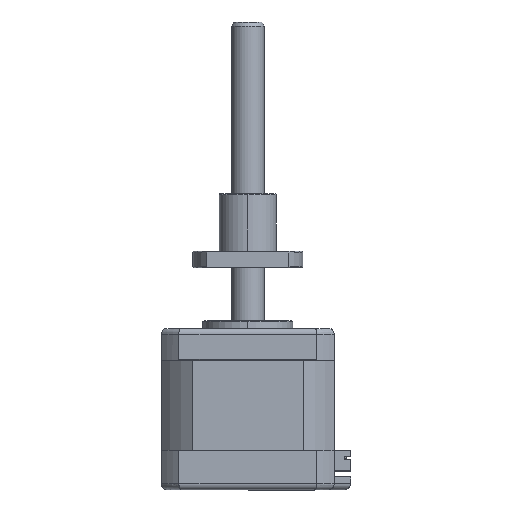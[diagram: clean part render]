
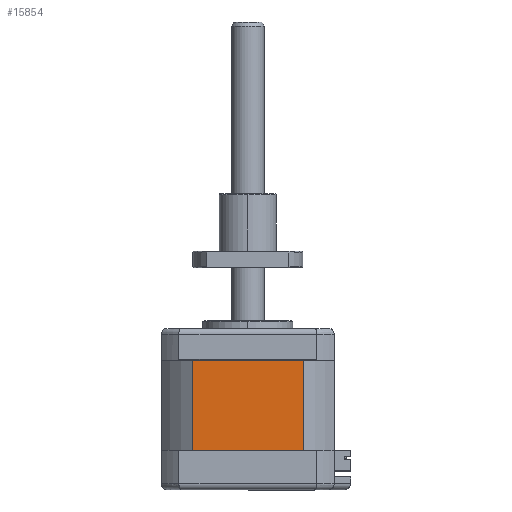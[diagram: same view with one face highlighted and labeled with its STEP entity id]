
A CAD part, top view. The second image highlights one B-rep face of the part: STEP entity #15854.
In plain terms, the highlighted planar face has unit normal (0, 0, 1).
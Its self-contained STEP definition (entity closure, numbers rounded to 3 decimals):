
#2245 = ORIENTED_EDGE ( 'NONE', *, *, #36784, .F. ) ;
#2639 = FACE_OUTER_BOUND ( 'NONE', #13315, .T. ) ;
#3453 = AXIS2_PLACEMENT_3D ( 'NONE', #24316, #42271, #31875 ) ;
#4205 = EDGE_CURVE ( 'NONE', #42019, #14109, #41485, .T. ) ;
#5169 = CARTESIAN_POINT ( 'NONE',  ( 8.885, 10.193, 37.738 ) ) ;
#5947 = ORIENTED_EDGE ( 'NONE', *, *, #14068, .T. ) ;
#6930 = CARTESIAN_POINT ( 'NONE',  ( -18.303, -11.807, 37.738 ) ) ;
#7114 = VECTOR ( 'NONE', #43703, 1000. ) ;
#10496 = PLANE ( 'NONE',  #3453 ) ;
#10821 = LINE ( 'NONE', #5169, #32273 ) ;
#11570 = ORIENTED_EDGE ( 'NONE', *, *, #28522, .T. ) ;
#13315 = EDGE_LOOP ( 'NONE', ( #5947, #14577, #2245, #11570 ) ) ;
#13739 = DIRECTION ( 'NONE',  ( 0., 1., 0. ) ) ;
#14068 = EDGE_CURVE ( 'NONE', #19335, #14109, #10821, .T. ) ;
#14109 = VERTEX_POINT ( 'NONE', #26259 ) ;
#14577 = ORIENTED_EDGE ( 'NONE', *, *, #4205, .F. ) ;
#15854 = ADVANCED_FACE ( 'NONE', ( #2639 ), #10496, .F. ) ;
#16189 = CARTESIAN_POINT ( 'NONE',  ( 8.885, -11.807, 37.738 ) ) ;
#19335 = VERTEX_POINT ( 'NONE', #40625 ) ;
#24316 = CARTESIAN_POINT ( 'NONE',  ( 8.885, -11.807, 37.738 ) ) ;
#26259 = CARTESIAN_POINT ( 'NONE',  ( -18.303, 10.193, 37.738 ) ) ;
#27630 = VECTOR ( 'NONE', #13739, 1000. ) ;
#28522 = EDGE_CURVE ( 'NONE', #45570, #19335, #42184, .T. ) ;
#29426 = DIRECTION ( 'NONE',  ( 0., 1., 0. ) ) ;
#30634 = CARTESIAN_POINT ( 'NONE',  ( -18.303, -11.807, 37.738 ) ) ;
#31875 = DIRECTION ( 'NONE',  ( 1., 0., 0. ) ) ;
#32273 = VECTOR ( 'NONE', #32914, 1000. ) ;
#32731 = VECTOR ( 'NONE', #29426, 1000. ) ;
#32914 = DIRECTION ( 'NONE',  ( -1., 0., 0. ) ) ;
#35819 = LINE ( 'NONE', #40773, #7114 ) ;
#35921 = CARTESIAN_POINT ( 'NONE',  ( 8.885, -11.807, 37.738 ) ) ;
#36784 = EDGE_CURVE ( 'NONE', #45570, #42019, #35819, .T. ) ;
#40625 = CARTESIAN_POINT ( 'NONE',  ( 8.885, 10.193, 37.738 ) ) ;
#40773 = CARTESIAN_POINT ( 'NONE',  ( 8.885, -11.807, 37.738 ) ) ;
#41485 = LINE ( 'NONE', #6930, #27630 ) ;
#42019 = VERTEX_POINT ( 'NONE', #30634 ) ;
#42184 = LINE ( 'NONE', #35921, #32731 ) ;
#42271 = DIRECTION ( 'NONE',  ( 0., 0., -1. ) ) ;
#43703 = DIRECTION ( 'NONE',  ( -1., 0., 0. ) ) ;
#45570 = VERTEX_POINT ( 'NONE', #16189 ) ;
